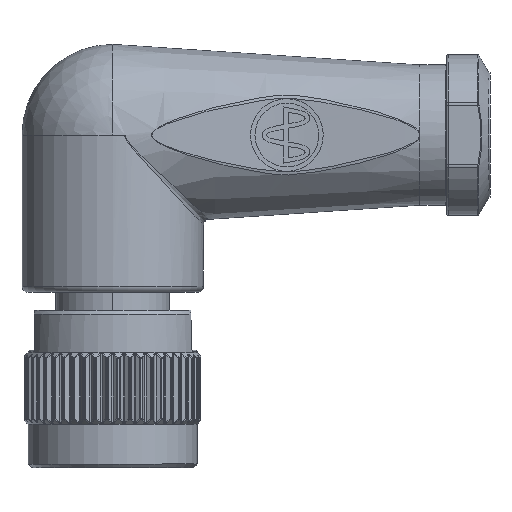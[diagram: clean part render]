
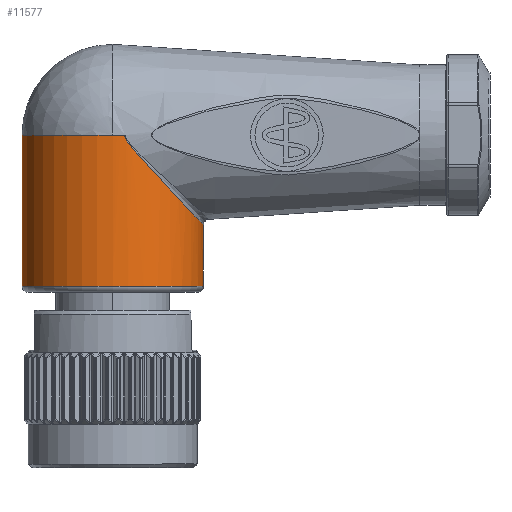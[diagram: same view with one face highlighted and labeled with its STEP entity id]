
A CAD part, left-side view. The second image highlights one B-rep face of the part: STEP entity #11577.
In plain terms, the highlighted cylindrical face has radius 7.5 mm (diameter 15 mm), a partial arc.
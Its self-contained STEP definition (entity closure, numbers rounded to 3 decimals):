
#1694 = CARTESIAN_POINT ( 'NONE',  ( -7.16, -2.265, 16.13 ) ) ;
#2028 = CARTESIAN_POINT ( 'NONE',  ( -1.945, -7.249, 10.754 ) ) ;
#2205 = CARTESIAN_POINT ( 'NONE',  ( -7.406, -1.184, 17.424 ) ) ;
#3158 = CARTESIAN_POINT ( 'NONE',  ( 0., 0., 17.95 ) ) ;
#3323 = ORIENTED_EDGE ( 'NONE', *, *, #34890, .T. ) ;
#3334 = DIRECTION ( 'NONE',  ( 0., 1., 0. ) ) ;
#3342 = VERTEX_POINT ( 'NONE', #23622 ) ;
#7420 = AXIS2_PLACEMENT_3D ( 'NONE', #33107, #45051, #41475 ) ;
#9164 = AXIS2_PLACEMENT_3D ( 'NONE', #41599, #18099, #19455 ) ;
#9846 = VERTEX_POINT ( 'NONE', #49648 ) ;
#9955 = CARTESIAN_POINT ( 'NONE',  ( -6.518, -3.733, 14.532 ) ) ;
#10669 = VERTEX_POINT ( 'NONE', #25027 ) ;
#11419 = CIRCLE ( 'NONE', #7420, 7.5 ) ;
#11577 = ADVANCED_FACE ( 'NONE', ( #25085 ), #14591, .T. ) ;
#13492 = CARTESIAN_POINT ( 'NONE',  ( -4.278, -6.165, 11.916 ) ) ;
#13990 = CARTESIAN_POINT ( 'NONE',  ( -4.076, -6.3, 11.77 ) ) ;
#14092 = ORIENTED_EDGE ( 'NONE', *, *, #41589, .F. ) ;
#14496 = DIRECTION ( 'NONE',  ( 0., 0., -1. ) ) ;
#14536 = DIRECTION ( 'NONE',  ( 0., 0., -1. ) ) ;
#14591 = CYLINDRICAL_SURFACE ( 'NONE', #9164, 7.5 ) ;
#15672 = VECTOR ( 'NONE', #14496, 1000. ) ;
#15733 = EDGE_CURVE ( 'NONE', #3342, #9846, #11419, .T. ) ;
#16213 = CIRCLE ( 'NONE', #37415, 7.5 ) ;
#16747 = CARTESIAN_POINT ( 'NONE',  ( 0., -7.5, 10.484 ) ) ;
#17439 = CARTESIAN_POINT ( 'NONE',  ( -2.715, -6.996, 11.024 ) ) ;
#17935 = CARTESIAN_POINT ( 'NONE',  ( -7.305, -1.711, 16.76 ) ) ;
#18099 = DIRECTION ( 'NONE',  ( 0., 0., -1. ) ) ;
#18132 = CARTESIAN_POINT ( 'NONE',  ( 0., -7.5, 39.163 ) ) ;
#18277 = CARTESIAN_POINT ( 'NONE',  ( 0., 7.5, 39.163 ) ) ;
#18278 = AXIS2_PLACEMENT_3D ( 'NONE', #3158, #19380, #3334 ) ;
#19380 = DIRECTION ( 'NONE',  ( 0., 0., 1. ) ) ;
#19455 = DIRECTION ( 'NONE',  ( 0., -1., 0. ) ) ;
#19658 = VERTEX_POINT ( 'NONE', #16747 ) ;
#21540 = CARTESIAN_POINT ( 'NONE',  ( -2.21, -7.172, 10.836 ) ) ;
#21717 = CARTESIAN_POINT ( 'NONE',  ( -1.131, -7.42, 10.57 ) ) ;
#21892 = CARTESIAN_POINT ( 'NONE',  ( -7.345, -1.527, 16.973 ) ) ;
#23443 = CARTESIAN_POINT ( 'NONE',  ( -7.435, -0.984, 17.95 ) ) ;
#23622 = CARTESIAN_POINT ( 'NONE',  ( 0., 7.5, 5.45 ) ) ;
#25027 = CARTESIAN_POINT ( 'NONE',  ( -7.435, -0.984, 17.95 ) ) ;
#25085 = FACE_OUTER_BOUND ( 'NONE', #46647, .T. ) ;
#25322 = CARTESIAN_POINT ( 'NONE',  ( -7.031, -2.64, 15.719 ) ) ;
#28811 = LINE ( 'NONE', #18132, #35606 ) ;
#30121 = ORIENTED_EDGE ( 'NONE', *, *, #15733, .T. ) ;
#31069 = VERTEX_POINT ( 'NONE', #36638 ) ;
#33107 = CARTESIAN_POINT ( 'NONE',  ( 0., 0., 5.45 ) ) ;
#33109 = DIRECTION ( 'NONE',  ( 0., 0., 1. ) ) ;
#33150 = CIRCLE ( 'NONE', #18278, 7.5 ) ;
#33235 = CARTESIAN_POINT ( 'NONE',  ( -3.423, -6.678, 11.365 ) ) ;
#33300 = B_SPLINE_CURVE_WITH_KNOTS ( 'NONE', 3,
 ( #37680, #49168, #45172, #21717, #37019, #2028, #21540, #17439, #44684, #33235, #37183, #13990, #13492, #48821, #45345, #41090, #41423, #9955, #49006, #25322, #1694, #17935, #21892, #49317, #2205, #33897, #41594, #23443 ),
 .UNSPECIFIED., .F., .F.,
 ( 4, 2, 2, 2, 2, 2, 2, 2, 2, 2, 2, 2, 2, 4 ),
 ( 0.014, 0.015, 0.016, 0.016, 0.017, 0.018, 0.019, 0.021, 0.023, 0.024, 0.026, 0.027, 0.027, 0.028 ),
 .UNSPECIFIED. ) ;
#33520 = EDGE_CURVE ( 'NONE', #19658, #10669, #33300, .T. ) ;
#33897 = CARTESIAN_POINT ( 'NONE',  ( -7.427, -1.043, 17.669 ) ) ;
#34890 = EDGE_CURVE ( 'NONE', #35378, #3342, #42635, .T. ) ;
#35190 = EDGE_CURVE ( 'NONE', #31069, #10669, #16213, .T. ) ;
#35378 = VERTEX_POINT ( 'NONE', #38757 ) ;
#35606 = VECTOR ( 'NONE', #14536, 1000. ) ;
#36638 = CARTESIAN_POINT ( 'NONE',  ( -7.5, 0., 17.95 ) ) ;
#36764 = EDGE_CURVE ( 'NONE', #19658, #9846, #28811, .T. ) ;
#37019 = CARTESIAN_POINT ( 'NONE',  ( -1.405, -7.372, 10.621 ) ) ;
#37183 = CARTESIAN_POINT ( 'NONE',  ( -3.648, -6.558, 11.494 ) ) ;
#37415 = AXIS2_PLACEMENT_3D ( 'NONE', #48700, #33109, #40978 ) ;
#37680 = CARTESIAN_POINT ( 'NONE',  ( 0., -7.5, 10.484 ) ) ;
#38757 = CARTESIAN_POINT ( 'NONE',  ( 0., 7.5, 17.95 ) ) ;
#39665 = ORIENTED_EDGE ( 'NONE', *, *, #35190, .F. ) ;
#40978 = DIRECTION ( 'NONE',  ( 0., 1., 0. ) ) ;
#41090 = CARTESIAN_POINT ( 'NONE',  ( -5.801, -4.774, 13.41 ) ) ;
#41423 = CARTESIAN_POINT ( 'NONE',  ( -6.064, -4.433, 13.777 ) ) ;
#41475 = DIRECTION ( 'NONE',  ( 0., 1., 0. ) ) ;
#41589 = EDGE_CURVE ( 'NONE', #35378, #31069, #33150, .T. ) ;
#41594 = CARTESIAN_POINT ( 'NONE',  ( -7.435, -0.984, 17.805 ) ) ;
#41599 = CARTESIAN_POINT ( 'NONE',  ( 0., 0., 39.163 ) ) ;
#42635 = LINE ( 'NONE', #18277, #15672 ) ;
#43309 = ORIENTED_EDGE ( 'NONE', *, *, #36764, .F. ) ;
#44684 = CARTESIAN_POINT ( 'NONE',  ( -2.957, -6.897, 11.131 ) ) ;
#45051 = DIRECTION ( 'NONE',  ( 0., 0., 1. ) ) ;
#45172 = CARTESIAN_POINT ( 'NONE',  ( -0.572, -7.483, 10.502 ) ) ;
#45345 = CARTESIAN_POINT ( 'NONE',  ( -5.192, -5.431, 12.704 ) ) ;
#46647 = EDGE_LOOP ( 'NONE', ( #14092, #3323, #30121, #43309, #46768, #39665 ) ) ;
#46768 = ORIENTED_EDGE ( 'NONE', *, *, #33520, .T. ) ;
#48700 = CARTESIAN_POINT ( 'NONE',  ( 0., 0., 17.95 ) ) ;
#48821 = CARTESIAN_POINT ( 'NONE',  ( -4.852, -5.739, 12.373 ) ) ;
#49006 = CARTESIAN_POINT ( 'NONE',  ( -6.71, -3.374, 14.92 ) ) ;
#49168 = CARTESIAN_POINT ( 'NONE',  ( -0.285, -7.5, 10.484 ) ) ;
#49317 = CARTESIAN_POINT ( 'NONE',  ( -7.393, -1.268, 17.309 ) ) ;
#49648 = CARTESIAN_POINT ( 'NONE',  ( 0., -7.5, 5.45 ) ) ;
